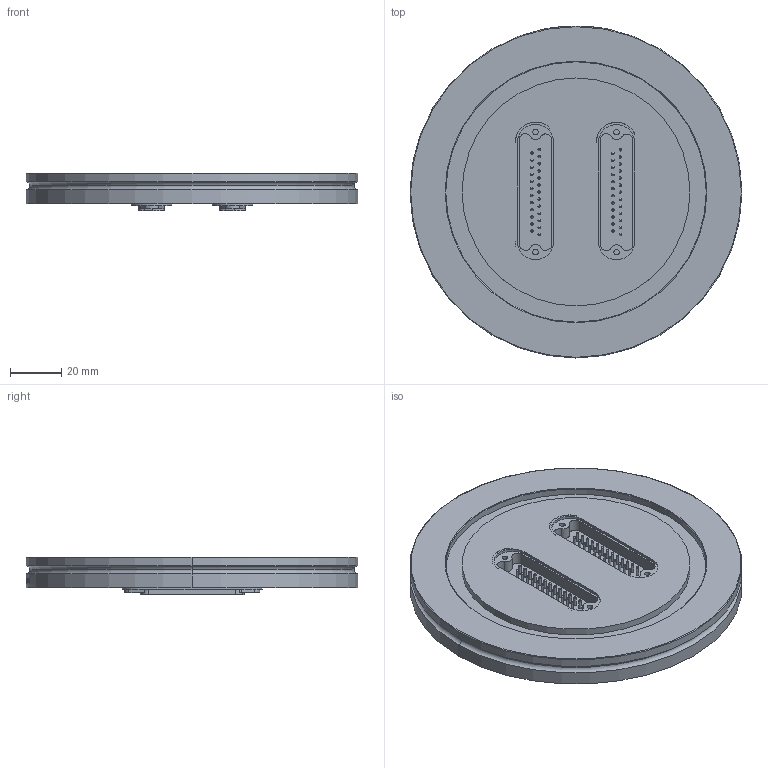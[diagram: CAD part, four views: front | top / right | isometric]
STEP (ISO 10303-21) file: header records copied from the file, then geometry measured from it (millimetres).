
FILE_DESCRIPTION(/* description */ ('Alibre Inc.'),/* implementation_level */ '2;1');
FILE_NAME(/* name */ 'export0',/* time_stamp */ '2009-06-22T08:45:36-07:00',/* author */ (''),/* organization */ (''),/* preprocessor_version */ 'ST-DEVELOPER v10',/* originating_system */ 'Alibre',/* authorisation */ '');
FILE_SCHEMA (('CONFIG_CONTROL_DESIGN'));
Length unit declared in the file: centimetre
Products named in the file (1): ID_1
Bounding box: 130.05 x 130.05 x 14.79 mm (x, y, z)
Volume: 140622.4 mm3; surface area: 40915.2 mm2
Topology: 1 solids, 1 shells, 725 faces, 1716 edges, 1140 vertices
Faces by surface type: plane 279, cylinder 197, bspline 140, torus 106, cone 2, sphere 1
Full cylindrical faces by diameter (mm): 0.94 x100, 2.156 x8
Entity records: 42802 total; most frequent: CARTESIAN_POINT 28830, ORIENTED_EDGE 2816, DIRECTION 2190, EDGE_CURVE 1408, AXIS2_PLACEMENT_3D 1109, EDGE_LOOP 1086, FACE_BOUND 1086, VERTEX_POINT 1040
